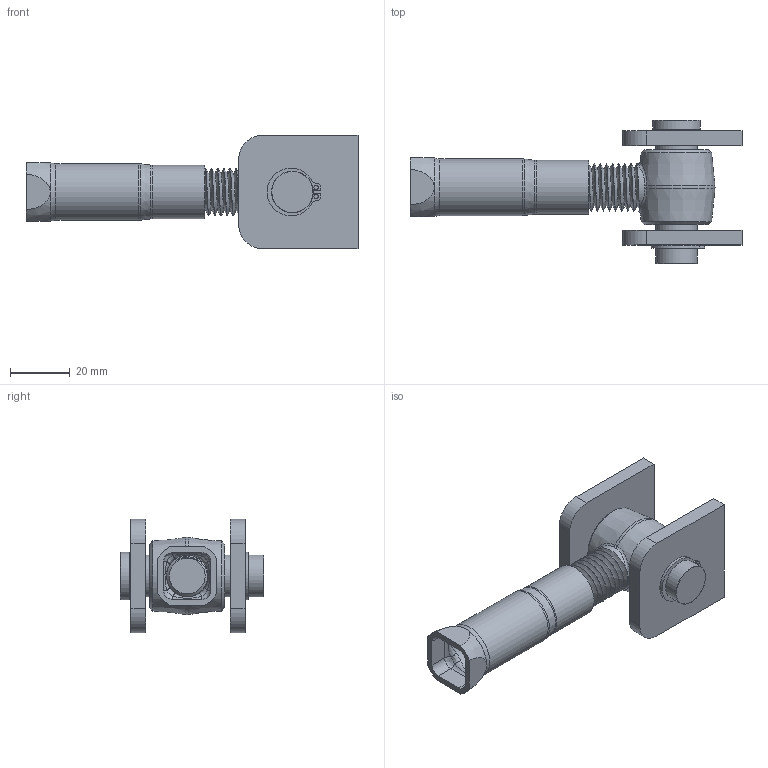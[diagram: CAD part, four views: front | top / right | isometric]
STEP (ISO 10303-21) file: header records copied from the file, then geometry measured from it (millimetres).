
FILE_DESCRIPTION(/* description */ (''),/* implementation_level */ '2;1');
FILE_NAME(/* name */ '25162SO.stp',/* time_stamp */ '2019-08-05T14:31:29+02:00',/* author */ ('Marc'),/* organization */ (''),/* preprocessor_version */ 'ST-DEVELOPER v17.2',/* originating_system */ 'Autodesk Inventor 2019',/* authorisation */ '');
FILE_SCHEMA (('AUTOMOTIVE_DESIGN { 1 0 10303 214 3 1 1 }'));
Length unit declared in the file: millimetre
Products named in the file (6): 25162SO; 25162-4; 25165-1; 25165-3; NF E 22-163 - 13x1; 25163SO-2
Assembly tree (6 placements, depth 2):
  25162SO
    25162-4
    25165-1
    25165-3
    NF E 22-163 - 13x1
    25163SO-2  x2
Bounding box: 111.31 x 48 x 38 mm (x, y, z)
Volume: 41668.3 mm3; surface area: 23267.2 mm2
Topology: 6 solids, 6 shells, 125 faces, 299 edges, 190 vertices
Faces by surface type: cylinder 52, plane 36, bspline 24, torus 7, cone 6
Full cylindrical faces by diameter (mm): 1.5 x2, 12 x1, 13.835 x1, 14 x2, 14.077 x1, 14.1 x3, 16 x16, 18 x1, 19 x1
Entity records: 7608 total; most frequent: CARTESIAN_POINT 4789, ORIENTED_EDGE 558, DIRECTION 519, EDGE_CURVE 279, AXIS2_PLACEMENT_3D 216, VERTEX_POINT 177, EDGE_LOOP 130, FACE_OUTER_BOUND 116
